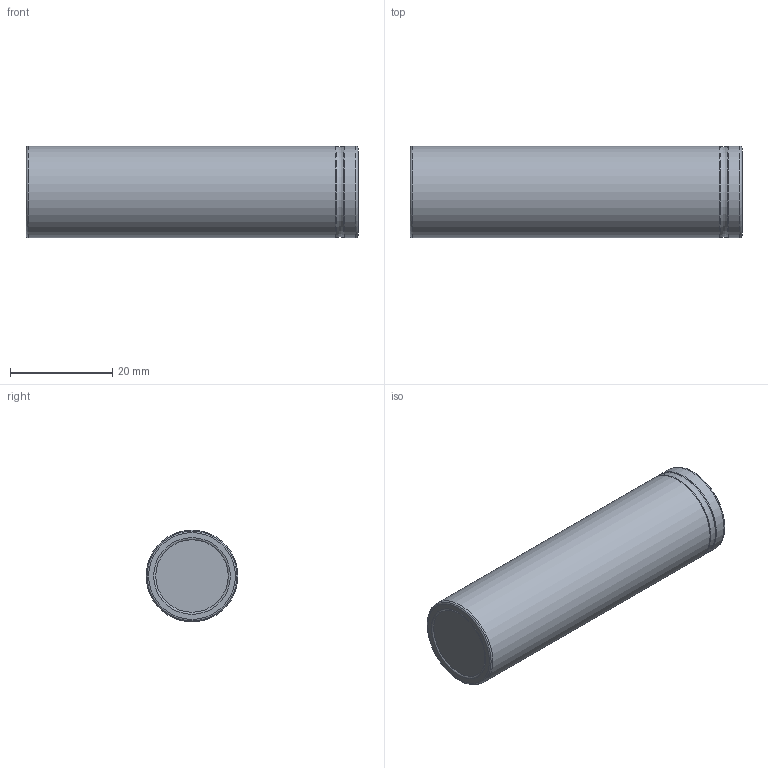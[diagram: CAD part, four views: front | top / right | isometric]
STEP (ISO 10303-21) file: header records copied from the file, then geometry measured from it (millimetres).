
FILE_DESCRIPTION(/* description */ (''),/* implementation_level */ '2;1');
FILE_NAME(/* name */ '18650 battery.step',/* time_stamp */ '2023-10-30T16:30:48-07:00',/* author */ (''),/* organization */ (''),/* preprocessor_version */ 'ST-DEVELOPER v20',/* originating_system */ 'Autodesk Translation Framework v12.14.0.127',/* authorisation */ '');
FILE_SCHEMA (('AUTOMOTIVE_DESIGN { 1 0 10303 214 3 1 1 }'));
Length unit declared in the file: millimetre
Products named in the file (5): (Unsaved); battery terminal -; battery washer; battery case; battery terminal +
Assembly tree (4 placements, depth 2):
  (Unsaved)
    battery terminal -
    battery washer
    battery case
    battery terminal +
Bounding box: 65 x 18 x 18 mm (x, y, z)
Volume: 888 mm3; surface area: 9000 mm2
Topology: 4 solids, 4 shells, 64 faces, 159 edges, 101 vertices
Faces by surface type: cylinder 26, torus 20, plane 18
Full cylindrical faces by diameter (mm): 8 x1, 17 x3, 17.6 x2, 18 x2
Entity records: 2275 total; most frequent: CARTESIAN_POINT 489, DIRECTION 396, ORIENTED_EDGE 318, AXIS2_PLACEMENT_3D 176, EDGE_CURVE 159, CIRCLE 103, VERTEX_POINT 101, EDGE_LOOP 72
